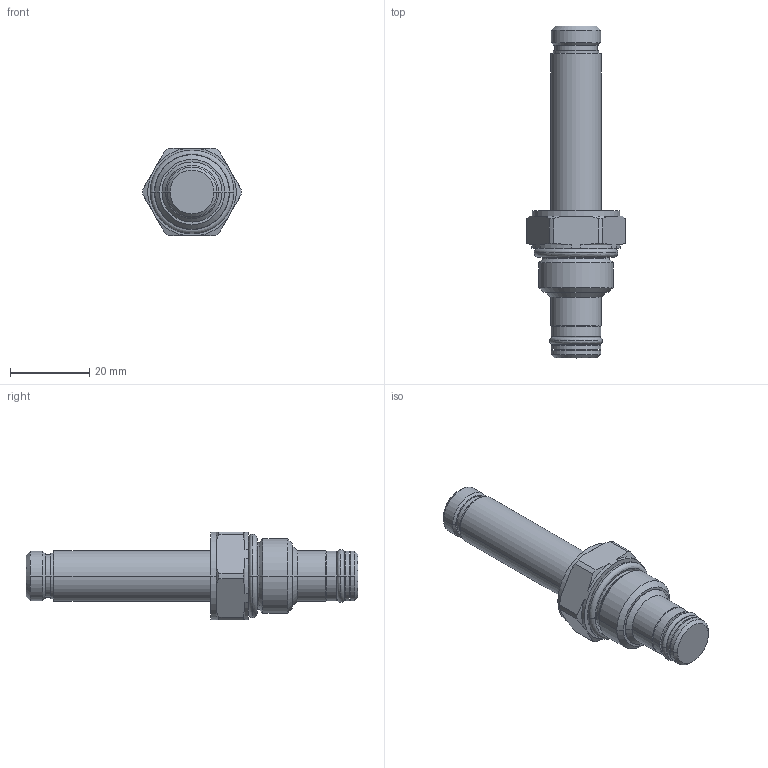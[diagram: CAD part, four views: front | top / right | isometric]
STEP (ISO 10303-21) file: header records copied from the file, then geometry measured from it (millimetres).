
FILE_DESCRIPTION((''),'2;1');
FILE_NAME('5001000_SW0001','2009-02-24T',('JCS'),(''),'PRO/ENGINEER BY PARAMETRIC TECHNOLOGY CORPORATION, 2008010','PRO/ENGINEER BY PARAMETRIC TECHNOLOGY CORPORATION, 2008010','');
FILE_SCHEMA(('CONFIG_CONTROL_DESIGN'));
Length unit declared in the file: inch
Products named in the file (1): 5001000_SW0001
Bounding box: 24.94 x 83.95 x 22.23 mm (x, y, z)
Volume: 14571.4 mm3; surface area: 5945.3 mm2
Topology: 4 solids, 5 shells, 126 faces, 276 edges, 162 vertices
Faces by surface type: cylinder 42, cone 36, plane 18, revolution 16, torus 14
Entity records: 3828 total; most frequent: CARTESIAN_POINT 990, DIRECTION 618, ORIENTED_EDGE 552, EDGE_CURVE 276, AXIS2_PLACEMENT_3D 256, VERTEX_POINT 162, CIRCLE 146, EDGE_LOOP 134
